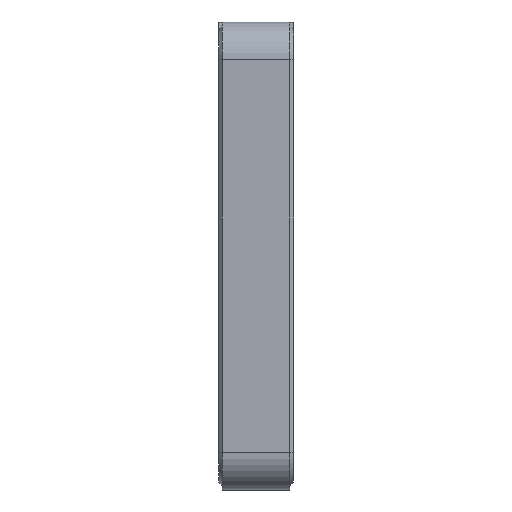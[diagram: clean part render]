
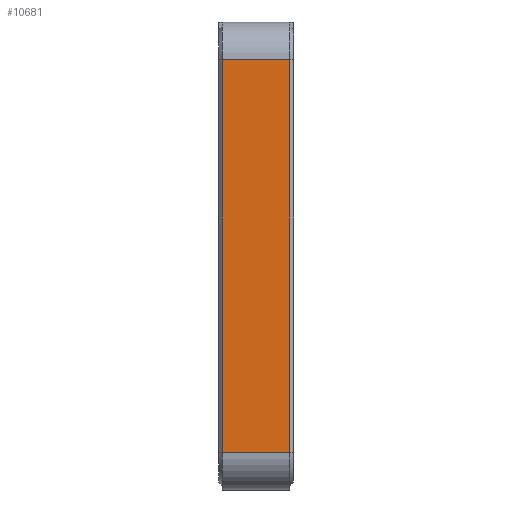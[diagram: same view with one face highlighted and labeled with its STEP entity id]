
A CAD part, left-side view. The second image highlights one B-rep face of the part: STEP entity #10681.
In plain terms, the highlighted planar face has unit normal (-1, 0, 0).
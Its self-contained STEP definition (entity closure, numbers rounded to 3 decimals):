
#697 = VERTEX_POINT ( 'NONE', #13607 ) ;
#1692 = VERTEX_POINT ( 'NONE', #19152 ) ;
#1848 = EDGE_CURVE ( 'NONE', #1692, #18339, #15695, .T. ) ;
#2290 = VECTOR ( 'NONE', #9070, 1000. ) ;
#2471 = CARTESIAN_POINT ( 'NONE',  ( -12.5, 1.8, 0. ) ) ;
#2576 = DIRECTION ( 'NONE',  ( 0., -1., 0. ) ) ;
#3706 = DIRECTION ( 'NONE',  ( 0., 0., 1. ) ) ;
#3915 = CARTESIAN_POINT ( 'NONE',  ( -12.5, 1.8, -10.5 ) ) ;
#4001 = VECTOR ( 'NONE', #2576, 1000. ) ;
#4374 = LINE ( 'NONE', #7933, #4493 ) ;
#4493 = VECTOR ( 'NONE', #12879, 1000. ) ;
#5315 = CARTESIAN_POINT ( 'NONE',  ( -12.5, -1.8, 0. ) ) ;
#7705 = DIRECTION ( 'NONE',  ( 1., 0., 0. ) ) ;
#7933 = CARTESIAN_POINT ( 'NONE',  ( -12.5, 2., -10.5 ) ) ;
#9070 = DIRECTION ( 'NONE',  ( 0., 0., 1. ) ) ;
#9348 = PLANE ( 'NONE',  #9389 ) ;
#9389 = AXIS2_PLACEMENT_3D ( 'NONE', #19479, #7705, #17453 ) ;
#10681 = ADVANCED_FACE ( 'NONE', ( #15969 ), #9348, .F. ) ;
#12879 = DIRECTION ( 'NONE',  ( 0., -1., 0. ) ) ;
#13513 = LINE ( 'NONE', #5315, #19153 ) ;
#13607 = CARTESIAN_POINT ( 'NONE',  ( -12.5, -1.8, -10.5 ) ) ;
#14713 = ORIENTED_EDGE ( 'NONE', *, *, #20182, .T. ) ;
#15695 = LINE ( 'NONE', #15800, #4001 ) ;
#15800 = CARTESIAN_POINT ( 'NONE',  ( -12.5, 2., 10.5 ) ) ;
#15969 = FACE_OUTER_BOUND ( 'NONE', #18990, .T. ) ;
#16444 = ORIENTED_EDGE ( 'NONE', *, *, #18439, .T. ) ;
#16947 = ORIENTED_EDGE ( 'NONE', *, *, #17126, .F. ) ;
#17126 = EDGE_CURVE ( 'NONE', #18458, #1692, #17591, .T. ) ;
#17453 = DIRECTION ( 'NONE',  ( 0., 0., -1. ) ) ;
#17591 = LINE ( 'NONE', #2471, #2290 ) ;
#17657 = CARTESIAN_POINT ( 'NONE',  ( -12.5, -1.8, 10.5 ) ) ;
#18339 = VERTEX_POINT ( 'NONE', #17657 ) ;
#18439 = EDGE_CURVE ( 'NONE', #697, #18339, #13513, .T. ) ;
#18458 = VERTEX_POINT ( 'NONE', #3915 ) ;
#18990 = EDGE_LOOP ( 'NONE', ( #16444, #20080, #16947, #14713 ) ) ;
#19152 = CARTESIAN_POINT ( 'NONE',  ( -12.5, 1.8, 10.5 ) ) ;
#19153 = VECTOR ( 'NONE', #3706, 1000. ) ;
#19479 = CARTESIAN_POINT ( 'NONE',  ( -12.5, 2., 10.5 ) ) ;
#20080 = ORIENTED_EDGE ( 'NONE', *, *, #1848, .F. ) ;
#20182 = EDGE_CURVE ( 'NONE', #18458, #697, #4374, .T. ) ;
